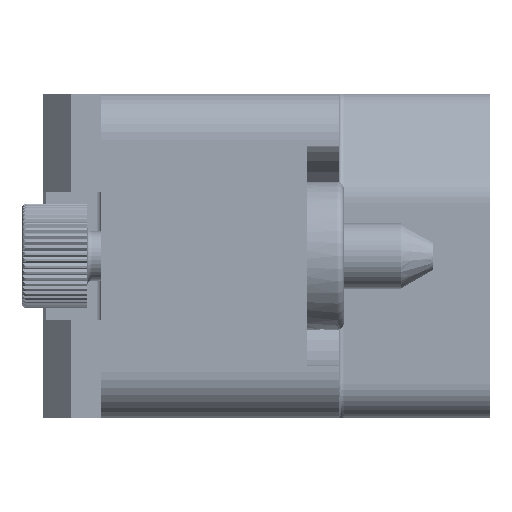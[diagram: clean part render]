
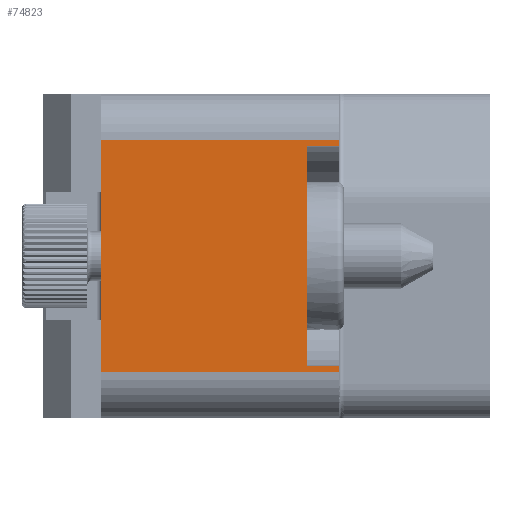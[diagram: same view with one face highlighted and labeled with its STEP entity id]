
A CAD part, left-side view. The second image highlights one B-rep face of the part: STEP entity #74823.
In plain terms, the highlighted planar face has unit normal (-1, 0, 0).
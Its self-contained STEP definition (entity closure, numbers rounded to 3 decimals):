
#5339=DIRECTION('',(0.,0.,-1.));
#5340=VECTOR('',#5339,10.);
#5341=CARTESIAN_POINT('',(-40.,10.25,5.));
#5342=LINE('',#5341,#5340);
#5442=DIRECTION('',(0.,-1.,0.));
#5443=VECTOR('',#5442,10.25);
#5444=CARTESIAN_POINT('',(-40.,10.25,5.));
#5445=LINE('',#5444,#5443);
#5624=DIRECTION('',(0.,1.,0.));
#5625=VECTOR('',#5624,10.25);
#5626=CARTESIAN_POINT('',(-40.,0.,-5.));
#5627=LINE('',#5626,#5625);
#5633=DIRECTION('',(0.,0.,1.));
#5634=VECTOR('',#5633,9.5);
#5635=CARTESIAN_POINT('',(-40.,1.4,-4.75));
#5636=LINE('',#5635,#5634);
#5637=DIRECTION('',(0.,1.,0.));
#5638=VECTOR('',#5637,1.4);
#5639=CARTESIAN_POINT('',(-40.,0.,-4.75));
#5640=LINE('',#5639,#5638);
#5641=DIRECTION('',(0.,0.,-1.));
#5642=VECTOR('',#5641,0.25);
#5643=CARTESIAN_POINT('',(-40.,0.,-4.75));
#5644=LINE('',#5643,#5642);
#5645=DIRECTION('',(0.,0.,-1.));
#5646=VECTOR('',#5645,0.25);
#5647=CARTESIAN_POINT('',(-40.,0.,5.));
#5648=LINE('',#5647,#5646);
#5649=DIRECTION('',(0.,1.,0.));
#5650=VECTOR('',#5649,1.4);
#5651=CARTESIAN_POINT('',(-40.,0.,4.75));
#5652=LINE('',#5651,#5650);
#59340=CARTESIAN_POINT('',(-40.,0.,5.));
#59341=VERTEX_POINT('',#59340);
#59342=CARTESIAN_POINT('',(-40.,10.25,5.));
#59343=VERTEX_POINT('',#59342);
#59348=CARTESIAN_POINT('',(-40.,10.25,-5.));
#59349=VERTEX_POINT('',#59348);
#59350=CARTESIAN_POINT('',(-40.,0.,-5.));
#59351=VERTEX_POINT('',#59350);
#59368=CARTESIAN_POINT('',(-40.,0.,-4.75));
#59370=VERTEX_POINT('',#59368);
#59374=CARTESIAN_POINT('',(-40.,0.,4.75));
#59375=VERTEX_POINT('',#59374);
#59376=CARTESIAN_POINT('',(-40.,1.4,-4.75));
#59377=CARTESIAN_POINT('',(-40.,1.4,4.75));
#59378=VERTEX_POINT('',#59376);
#59379=VERTEX_POINT('',#59377);
#74805=CARTESIAN_POINT('',(-40.,0.,7.));
#74806=DIRECTION('',(-1.,0.,0.));
#74807=DIRECTION('',(0.,1.,0.));
#74808=AXIS2_PLACEMENT_3D('',#74805,#74806,#74807);
#74809=PLANE('',#74808);
#74811=ORIENTED_EDGE('',*,*,#74810,.F.);
#74813=ORIENTED_EDGE('',*,*,#74812,.F.);
#74814=ORIENTED_EDGE('',*,*,#74636,.T.);
#74815=ORIENTED_EDGE('',*,*,#74799,.T.);
#74816=ORIENTED_EDGE('',*,*,#74538,.F.);
#74817=ORIENTED_EDGE('',*,*,#74620,.T.);
#74818=ORIENTED_EDGE('',*,*,#74644,.T.);
#74820=ORIENTED_EDGE('',*,*,#74819,.T.);
#74821=EDGE_LOOP('',(#74811,#74813,#74814,#74815,#74816,#74817,#74818,#74820));
#74822=FACE_OUTER_BOUND('',#74821,.F.);
#74823=ADVANCED_FACE('',(#74822),#74809,.T.);
#74538=EDGE_CURVE('',#59343,#59349,#5342,.T.);
#74620=EDGE_CURVE('',#59343,#59341,#5445,.T.);
#74636=EDGE_CURVE('',#59370,#59351,#5644,.T.);
#74644=EDGE_CURVE('',#59341,#59375,#5648,.T.);
#74799=EDGE_CURVE('',#59351,#59349,#5627,.T.);
#74810=EDGE_CURVE('',#59378,#59379,#5636,.T.);
#74812=EDGE_CURVE('',#59370,#59378,#5640,.T.);
#74819=EDGE_CURVE('',#59375,#59379,#5652,.T.);
